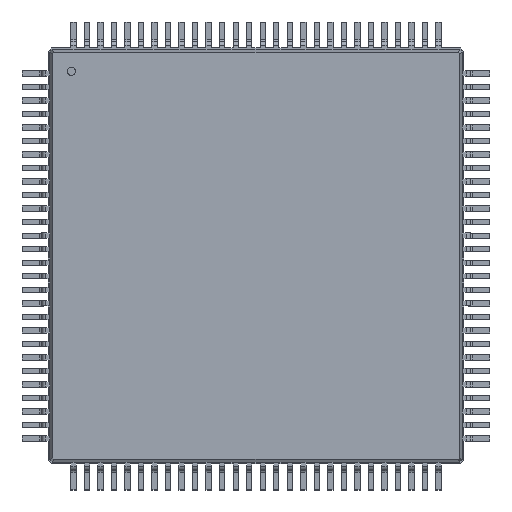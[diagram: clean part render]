
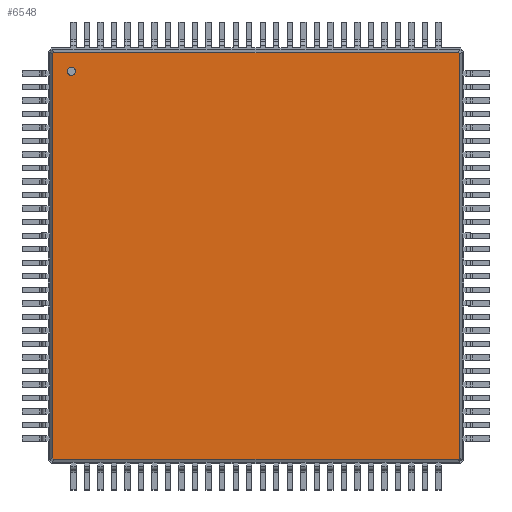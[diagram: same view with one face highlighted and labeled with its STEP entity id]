
A CAD part, top view. The second image highlights one B-rep face of the part: STEP entity #6548.
In plain terms, the highlighted planar face has unit normal (0, 0, 1).
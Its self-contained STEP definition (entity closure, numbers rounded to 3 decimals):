
#13=DIRECTION('',(0.,0.,1.));
#65=VECTOR('',#66,1.);
#66=DIRECTION('',(1.,0.,0.));
#479=DIRECTION('',(0.,-1.,0.));
#578=VECTOR('',#579,1.);
#579=DIRECTION('',(0.707,-0.707,0.));
#585=VECTOR('',#479,1.);
#591=VECTOR('',#592,1.);
#592=DIRECTION('',(-0.707,-0.707,0.));
#598=VECTOR('',#599,1.);
#599=DIRECTION('',(-1.,0.,0.));
#605=VECTOR('',#606,1.);
#606=DIRECTION('',(-0.707,0.707,0.));
#612=VECTOR('',#613,1.);
#613=DIRECTION('',(0.,1.,0.));
#617=VECTOR('',#618,1.);
#618=DIRECTION('',(0.707,0.707,0.));
#1954=VERTEX_POINT('',#1955);
#1955=CARTESIAN_POINT('',(9.713,9.776,1.6));
#1957=ORIENTED_EDGE('',*,*,#1958,.F.);
#1958=EDGE_CURVE('',#1959,#1954,#1961,.T.);
#1959=VERTEX_POINT('',#1960);
#1960=CARTESIAN_POINT('',(-9.713,9.776,1.6));
#1961=LINE('',#1960,#65);
#6539=ORIENTED_EDGE('',*,*,#6540,.F.);
#6540=EDGE_CURVE('',#6541,#1959,#6543,.T.);
#6541=VERTEX_POINT('',#6542);
#6542=CARTESIAN_POINT('',(-9.776,9.713,1.6));
#6543=LINE('',#6542,#617);
#6548=ADVANCED_FACE('',(#6549,#6579),#6590,.T.);
#6549=FACE_BOUND('',#6550,.T.);
#6550=EDGE_LOOP('',(#1957,#6539,#6551,#6556,#6561,#6566,#6571,#6576));
#6551=ORIENTED_EDGE('',*,*,#6552,.F.);
#6552=EDGE_CURVE('',#6553,#6541,#6555,.T.);
#6553=VERTEX_POINT('',#6554);
#6554=CARTESIAN_POINT('',(-9.776,-9.713,1.6));
#6555=LINE('',#6554,#612);
#6556=ORIENTED_EDGE('',*,*,#6557,.F.);
#6557=EDGE_CURVE('',#6558,#6553,#6560,.T.);
#6558=VERTEX_POINT('',#6559);
#6559=CARTESIAN_POINT('',(-9.713,-9.776,1.6));
#6560=LINE('',#6559,#605);
#6561=ORIENTED_EDGE('',*,*,#6562,.F.);
#6562=EDGE_CURVE('',#6563,#6558,#6565,.T.);
#6563=VERTEX_POINT('',#6564);
#6564=CARTESIAN_POINT('',(9.713,-9.776,1.6));
#6565=LINE('',#6564,#598);
#6566=ORIENTED_EDGE('',*,*,#6567,.F.);
#6567=EDGE_CURVE('',#6568,#6563,#6570,.T.);
#6568=VERTEX_POINT('',#6569);
#6569=CARTESIAN_POINT('',(9.776,-9.713,1.6));
#6570=LINE('',#6569,#591);
#6571=ORIENTED_EDGE('',*,*,#6572,.F.);
#6572=EDGE_CURVE('',#6573,#6568,#6575,.T.);
#6573=VERTEX_POINT('',#6574);
#6574=CARTESIAN_POINT('',(9.776,9.713,1.6));
#6575=LINE('',#6574,#585);
#6576=ORIENTED_EDGE('',*,*,#6577,.F.);
#6577=EDGE_CURVE('',#1954,#6573,#6578,.T.);
#6578=LINE('',#1955,#578);
#6579=FACE_BOUND('',#6580,.T.);
#6580=EDGE_LOOP('',(#6581));
#6581=ORIENTED_EDGE('',*,*,#6582,.F.);
#6582=EDGE_CURVE('',#6583,#6583,#6585,.T.);
#6583=VERTEX_POINT('',#6584);
#6584=CARTESIAN_POINT('',(-8.876,8.676,1.6));
#6585=CIRCLE('',#6586,0.2);
#6586=AXIS2_PLACEMENT_3D('',#6587,#6588,#6589);
#6587=CARTESIAN_POINT('',(-8.876,8.876,1.6));
#6588=DIRECTION('',(0.,0.,1.));
#6589=DIRECTION('',(0.,-1.,0.));
#6590=PLANE('',#6591);
#6591=AXIS2_PLACEMENT_3D('',#1960,#13,#6592);
#6592=DIRECTION('',(0.705,-0.709,0.));
